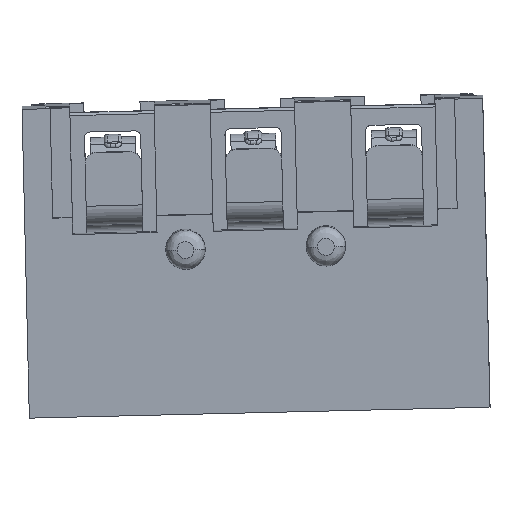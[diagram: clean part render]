
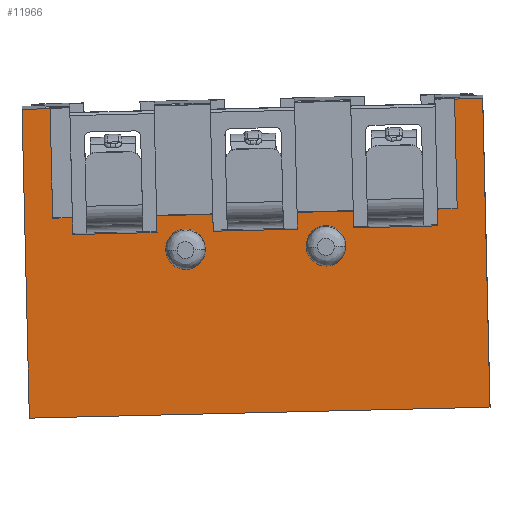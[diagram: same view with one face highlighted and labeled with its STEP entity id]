
A CAD part, top view. The second image highlights one B-rep face of the part: STEP entity #11966.
In plain terms, the highlighted planar face has unit normal (0, -0.038, 0.999).
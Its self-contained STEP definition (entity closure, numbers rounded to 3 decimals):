
#9383=DIRECTION('',(-0.024,0.999,0.038));
#9384=VECTOR('',#9383,5.5);
#9385=CARTESIAN_POINT('',(3.261,-4.462,
0.412));
#9386=LINE('',#9385,#9384);
#9511=DIRECTION('',(1.,0.024,0.001));
#9512=VECTOR('',#9511,1.5);
#9513=CARTESIAN_POINT('',(0.834,-1.272,
0.534));
#9514=LINE('',#9513,#9512);
#9515=DIRECTION('',(-0.024,0.999,0.038));
#9516=VECTOR('',#9515,0.3);
#9517=CARTESIAN_POINT('',(2.334,-1.236,
0.536));
#9518=LINE('',#9517,#9516);
#9519=DIRECTION('',(1.,0.024,0.001));
#9520=VECTOR('',#9519,0.5);
#9521=CARTESIAN_POINT('',(2.63,1.02,0.622));
#9522=LINE('',#9521,#9520);
#9523=DIRECTION('',(-1.,-0.024,-0.001));
#9524=VECTOR('',#9523,8.2);
#9525=CARTESIAN_POINT('',(3.261,-4.462,
0.412));
#9526=LINE('',#9525,#9524);
#9527=DIRECTION('',(-0.024,0.999,0.038));
#9528=VECTOR('',#9527,5.5);
#9529=CARTESIAN_POINT('',(-4.937,-4.657,
0.404));
#9530=LINE('',#9529,#9528);
#9531=DIRECTION('',(1.,0.024,0.001));
#9532=VECTOR('',#9531,0.5);
#9533=CARTESIAN_POINT('',(-5.068,0.837,
0.615));
#9534=LINE('',#9533,#9532);
#9535=DIRECTION('',(1.,0.024,0.001));
#9536=VECTOR('',#9535,1.5);
#9537=CARTESIAN_POINT('',(-4.165,-1.39,
0.53));
#9538=LINE('',#9537,#9536);
#9539=DIRECTION('',(1.,0.024,0.001));
#9540=VECTOR('',#9539,1.5);
#9541=CARTESIAN_POINT('',(-1.665,-1.331,
0.532));
#9542=LINE('',#9541,#9540);
#9543=DIRECTION('',(0.024,-0.999,-0.038));
#9544=VECTOR('',#9543,0.3);
#9545=CARTESIAN_POINT('',(0.827,-0.972,
0.546));
#9546=LINE('',#9545,#9544);
#9547=CARTESIAN_POINT('',(-2.158,-1.642,
0.52));
#9548=DIRECTION('',(0.,-0.038,0.999));
#9549=DIRECTION('',(1.,0.024,0.001));
#9550=AXIS2_PLACEMENT_3D('',#9547,#9548,#9549);
#9552=CARTESIAN_POINT('',(-2.158,-1.642,
0.52));
#9553=DIRECTION('',(0.,-0.038,0.999));
#9554=DIRECTION('',(-1.,-0.024,-0.001));
#9555=AXIS2_PLACEMENT_3D('',#9552,#9553,#9554);
#9557=CARTESIAN_POINT('',(0.341,-1.583,
0.522));
#9558=DIRECTION('',(0.,-0.038,0.999));
#9559=DIRECTION('',(1.,0.024,0.001));
#9560=AXIS2_PLACEMENT_3D('',#9557,#9558,#9559);
#9562=CARTESIAN_POINT('',(0.341,-1.583,
0.522));
#9563=DIRECTION('',(0.,-0.038,0.999));
#9564=DIRECTION('',(-1.,-0.024,-0.001));
#9565=AXIS2_PLACEMENT_3D('',#9562,#9563,#9564);
#9595=DIRECTION('',(-1.,-0.024,-0.001));
#9596=VECTOR('',#9595,1.);
#9597=CARTESIAN_POINT('',(0.827,-0.972,
0.546));
#9598=LINE('',#9597,#9596);
#9615=DIRECTION('',(0.024,-0.999,-0.038));
#9616=VECTOR('',#9615,0.3);
#9617=CARTESIAN_POINT('',(-0.173,-0.996,
0.545));
#9618=LINE('',#9617,#9616);
#9635=DIRECTION('',(-0.024,0.999,0.038));
#9636=VECTOR('',#9635,0.3);
#9637=CARTESIAN_POINT('',(-1.665,-1.331,
0.532));
#9638=LINE('',#9637,#9636);
#9659=DIRECTION('',(-1.,-0.024,-0.001));
#9660=VECTOR('',#9659,1.);
#9661=CARTESIAN_POINT('',(-1.672,-1.031,
0.544));
#9662=LINE('',#9661,#9660);
#9675=DIRECTION('',(0.024,-0.999,-0.038));
#9676=VECTOR('',#9675,0.3);
#9677=CARTESIAN_POINT('',(-2.672,-1.055,
0.543));
#9678=LINE('',#9677,#9676);
#9695=DIRECTION('',(-0.024,0.999,0.038));
#9696=VECTOR('',#9695,0.3);
#9697=CARTESIAN_POINT('',(-4.165,-1.39,
0.53));
#9698=LINE('',#9697,#9696);
#9719=DIRECTION('',(-1.,-0.024,-0.001));
#9720=VECTOR('',#9719,0.35);
#9721=CARTESIAN_POINT('',(-4.172,-1.09,
0.541));
#9722=LINE('',#9721,#9720);
#9731=DIRECTION('',(-0.024,0.999,0.038));
#9732=VECTOR('',#9731,1.95);
#9733=CARTESIAN_POINT('',(-4.522,-1.099,
0.541));
#9734=LINE('',#9733,#9732);
#9999=DIRECTION('',(-1.,-0.024,-0.001));
#10000=VECTOR('',#9999,0.35);
#10001=CARTESIAN_POINT('',(2.676,-0.928,
0.548));
#10002=LINE('',#10001,#10000);
#10015=DIRECTION('',(0.024,-0.999,-0.038));
#10016=VECTOR('',#10015,1.95);
#10017=CARTESIAN_POINT('',(2.63,1.02,
0.622));
#10018=LINE('',#10017,#10016);
#10784=CARTESIAN_POINT('',(-5.068,0.837,
0.615));
#10785=VERTEX_POINT('',#10784);
#10786=CARTESIAN_POINT('',(-4.937,-4.657,
0.404));
#10787=VERTEX_POINT('',#10786);
#10888=CARTESIAN_POINT('',(-4.568,0.849,
0.616));
#10889=VERTEX_POINT('',#10888);
#10905=CARTESIAN_POINT('',(2.63,1.02,
0.622));
#10907=VERTEX_POINT('',#10905);
#10976=CARTESIAN_POINT('',(2.326,-0.936,
0.547));
#10978=VERTEX_POINT('',#10976);
#10981=CARTESIAN_POINT('',(2.334,-1.236,
0.536));
#10983=VERTEX_POINT('',#10981);
#11014=CARTESIAN_POINT('',(0.834,-1.272,
0.534));
#11016=VERTEX_POINT('',#11014);
#11042=CARTESIAN_POINT('',(3.261,-4.462,
0.412));
#11043=VERTEX_POINT('',#11042);
#11080=CARTESIAN_POINT('',(-1.808,-1.634,
0.52));
#11081=CARTESIAN_POINT('',(-2.508,-1.651,
0.52));
#11082=VERTEX_POINT('',#11080);
#11083=VERTEX_POINT('',#11081);
#11084=CARTESIAN_POINT('',(0.691,-1.575,
0.523));
#11085=CARTESIAN_POINT('',(-0.009,-1.591,
0.522));
#11086=VERTEX_POINT('',#11084);
#11087=VERTEX_POINT('',#11085);
#11088=CARTESIAN_POINT('',(2.676,-0.928,
0.548));
#11089=VERTEX_POINT('',#11088);
#11090=CARTESIAN_POINT('',(3.13,1.032,
0.623));
#11091=VERTEX_POINT('',#11090);
#11092=CARTESIAN_POINT('',(-4.522,-1.099,
0.541));
#11093=VERTEX_POINT('',#11092);
#11094=CARTESIAN_POINT('',(-4.172,-1.09,
0.541));
#11095=VERTEX_POINT('',#11094);
#11096=CARTESIAN_POINT('',(-4.165,-1.39,
0.53));
#11097=VERTEX_POINT('',#11096);
#11098=CARTESIAN_POINT('',(-2.665,-1.355,
0.531));
#11099=VERTEX_POINT('',#11098);
#11100=CARTESIAN_POINT('',(-2.672,-1.055,
0.543));
#11101=VERTEX_POINT('',#11100);
#11102=CARTESIAN_POINT('',(-1.672,-1.031,
0.544));
#11103=VERTEX_POINT('',#11102);
#11104=CARTESIAN_POINT('',(-1.665,-1.331,
0.532));
#11105=VERTEX_POINT('',#11104);
#11106=CARTESIAN_POINT('',(-0.166,-1.295,
0.533));
#11107=VERTEX_POINT('',#11106);
#11108=CARTESIAN_POINT('',(-0.173,-0.996,
0.545));
#11109=VERTEX_POINT('',#11108);
#11110=CARTESIAN_POINT('',(0.827,-0.972,
0.546));
#11111=VERTEX_POINT('',#11110);
#11912=CARTESIAN_POINT('',(-0.904,-1.813,
0.514));
#11913=DIRECTION('',(0.,-0.038,0.999));
#11914=DIRECTION('',(0.024,-0.999,-0.038));
#11915=AXIS2_PLACEMENT_3D('',#11912,#11913,#11914);
#11916=PLANE('',#11915);
#11918=ORIENTED_EDGE('',*,*,#11917,.T.);
#11920=ORIENTED_EDGE('',*,*,#11919,.T.);
#11922=ORIENTED_EDGE('',*,*,#11921,.F.);
#11924=ORIENTED_EDGE('',*,*,#11923,.F.);
#11925=ORIENTED_EDGE('',*,*,#11674,.T.);
#11926=ORIENTED_EDGE('',*,*,#11741,.F.);
#11927=ORIENTED_EDGE('',*,*,#11796,.T.);
#11928=ORIENTED_EDGE('',*,*,#11309,.T.);
#11929=ORIENTED_EDGE('',*,*,#11389,.T.);
#11931=ORIENTED_EDGE('',*,*,#11930,.F.);
#11933=ORIENTED_EDGE('',*,*,#11932,.F.);
#11935=ORIENTED_EDGE('',*,*,#11934,.F.);
#11937=ORIENTED_EDGE('',*,*,#11936,.T.);
#11939=ORIENTED_EDGE('',*,*,#11938,.F.);
#11941=ORIENTED_EDGE('',*,*,#11940,.F.);
#11943=ORIENTED_EDGE('',*,*,#11942,.F.);
#11945=ORIENTED_EDGE('',*,*,#11944,.T.);
#11947=ORIENTED_EDGE('',*,*,#11946,.F.);
#11949=ORIENTED_EDGE('',*,*,#11948,.F.);
#11951=ORIENTED_EDGE('',*,*,#11950,.T.);
#11952=EDGE_LOOP('',(#11918,#11920,#11922,#11924,#11925,#11926,#11927,#11928,
#11929,#11931,#11933,#11935,#11937,#11939,#11941,#11943,#11945,#11947,#11949,
#11951));
#11953=FACE_OUTER_BOUND('',#11952,.F.);
#11955=ORIENTED_EDGE('',*,*,#11954,.T.);
#11957=ORIENTED_EDGE('',*,*,#11956,.T.);
#11958=EDGE_LOOP('',(#11955,#11957));
#11959=FACE_BOUND('',#11958,.F.);
#11961=ORIENTED_EDGE('',*,*,#11960,.T.);
#11963=ORIENTED_EDGE('',*,*,#11962,.T.);
#11964=EDGE_LOOP('',(#11961,#11963));
#11965=FACE_BOUND('',#11964,.F.);
#11966=ADVANCED_FACE('',(#11953,#11959,#11965),#11916,.T.);
#9551=CIRCLE('',#9550,0.35);
#9556=CIRCLE('',#9555,0.35);
#9561=CIRCLE('',#9560,0.35);
#9566=CIRCLE('',#9565,0.35);
#11309=EDGE_CURVE('',#10787,#10785,#9530,.T.);
#11389=EDGE_CURVE('',#10785,#10889,#9534,.T.);
#11674=EDGE_CURVE('',#10907,#11091,#9522,.T.);
#11741=EDGE_CURVE('',#11043,#11091,#9386,.T.);
#11796=EDGE_CURVE('',#11043,#10787,#9526,.T.);
#11917=EDGE_CURVE('',#11016,#10983,#9514,.T.);
#11919=EDGE_CURVE('',#10983,#10978,#9518,.T.);
#11921=EDGE_CURVE('',#11089,#10978,#10002,.T.);
#11923=EDGE_CURVE('',#10907,#11089,#10018,.T.);
#11930=EDGE_CURVE('',#11093,#10889,#9734,.T.);
#11932=EDGE_CURVE('',#11095,#11093,#9722,.T.);
#11934=EDGE_CURVE('',#11097,#11095,#9698,.T.);
#11936=EDGE_CURVE('',#11097,#11099,#9538,.T.);
#11938=EDGE_CURVE('',#11101,#11099,#9678,.T.);
#11940=EDGE_CURVE('',#11103,#11101,#9662,.T.);
#11942=EDGE_CURVE('',#11105,#11103,#9638,.T.);
#11944=EDGE_CURVE('',#11105,#11107,#9542,.T.);
#11946=EDGE_CURVE('',#11109,#11107,#9618,.T.);
#11948=EDGE_CURVE('',#11111,#11109,#9598,.T.);
#11950=EDGE_CURVE('',#11111,#11016,#9546,.T.);
#11954=EDGE_CURVE('',#11082,#11083,#9551,.T.);
#11956=EDGE_CURVE('',#11083,#11082,#9556,.T.);
#11960=EDGE_CURVE('',#11086,#11087,#9561,.T.);
#11962=EDGE_CURVE('',#11087,#11086,#9566,.T.);
